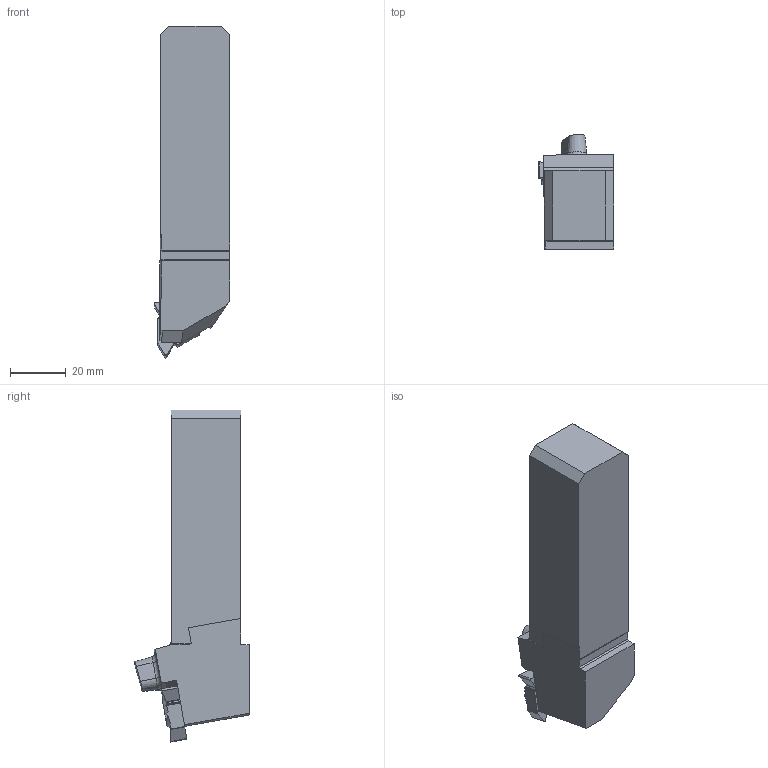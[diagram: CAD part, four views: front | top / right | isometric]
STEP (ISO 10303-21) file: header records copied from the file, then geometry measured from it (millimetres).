
FILE_DESCRIPTION(/* description */ (''),/* implementation_level */ '2;1');
FILE_NAME(/* name */ 'toolassembly_1.stp',/* time_stamp */ '2019-01-03T14:14:19+01:00',/* author */ (''),/* organization */ ('SMS'),/* preprocessor_version */ 'ST-DEVELOPER v15',/* originating_system */ 'SIEMENS PLM Software NX 8.5',/* authorisation */ '');
FILE_SCHEMA (('AUTOMOTIVE_DESIGN { 1 0 10303 214 3 1 1 1 }'));
Length unit declared in the file: millimetre
Products named in the file (4): ASSEMBLY_CONSTRUCTION; CUT_20190103141242; NOCUT_20190103141242; TOOLASSEMBLY_1
Assembly tree (3 placements, depth 2):
  TOOLASSEMBLY_1
    NOCUT_20190103141242
    CUT_20190103141242
    ASSEMBLY_CONSTRUCTION
Bounding box: 27.06 x 40.92 x 118.71 mm (x, y, z)
Volume: 71126.5 mm3; surface area: 13386.8 mm2
Topology: 2 solids, 2 shells, 113 faces, 377 edges, 336 vertices
Faces by surface type: plane 68, cylinder 25, cone 12, torus 8
Full cylindrical faces by diameter (mm): 5.7 x1
Entity records: 4600 total; most frequent: CARTESIAN_POINT 961, DIRECTION 715, ORIENTED_EDGE 624, EDGE_CURVE 312, LINE 257, VECTOR 257, AXIS2_PLACEMENT_3D 229, VERTEX_POINT 207
